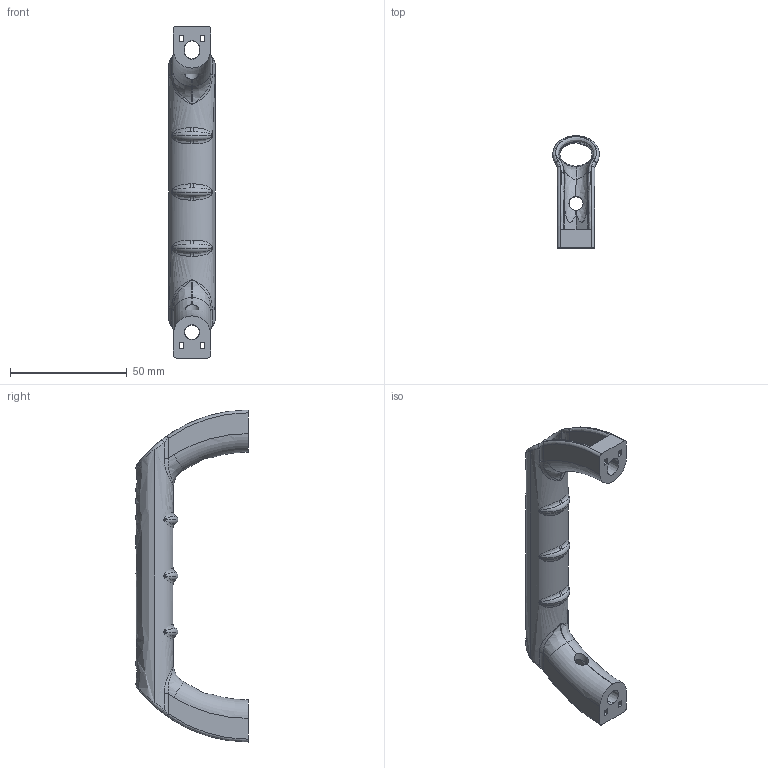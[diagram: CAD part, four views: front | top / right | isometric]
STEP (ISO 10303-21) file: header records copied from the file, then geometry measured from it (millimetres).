
FILE_DESCRIPTION (( 'STEP AP214' ), '1' );
FILE_NAME ('092300.STEP', '2014-08-14T13:38:48', ( '' ), ( '' ), 'SwSTEP 2.0', 'SolidWorks 2014', '' );
FILE_SCHEMA (( 'AUTOMOTIVE_DESIGN' ));
Length unit declared in the file: millimetre
Products named in the file (1): 092300
Bounding box: 20 x 48 x 142 mm (x, y, z)
Volume: 23151.6 mm3; surface area: 16860.9 mm2
Topology: 1 solids, 1 shells, 136 faces, 377 edges, 232 vertices
Faces by surface type: bspline 62, plane 38, cylinder 18, torus 14, cone 4
Entity records: 9565 total; most frequent: CARTESIAN_POINT 6611, ORIENTED_EDGE 746, DIRECTION 432, EDGE_CURVE 373, VERTEX_POINT 232, AXIS2_PLACEMENT_3D 160, B_SPLINE_CURVE_WITH_KNOTS 156, EDGE_LOOP 147
